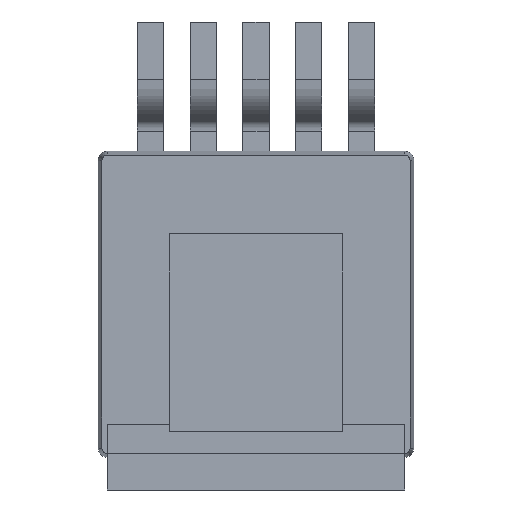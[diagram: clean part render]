
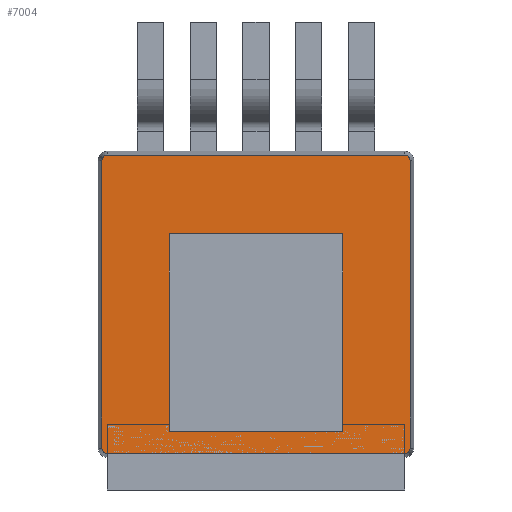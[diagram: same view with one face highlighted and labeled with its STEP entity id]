
A CAD part, front view. The second image highlights one B-rep face of the part: STEP entity #7004.
In plain terms, the highlighted planar face has unit normal (0, -1, 0).
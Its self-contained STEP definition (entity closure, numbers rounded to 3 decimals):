
#60 = VECTOR ( 'NONE', #2824, 1000. ) ;
#257 = LINE ( 'NONE', #7249, #3563 ) ;
#319 = EDGE_LOOP ( 'NONE', ( #5595, #7568, #4888, #5019, #858, #1288, #2566, #1033 ) ) ;
#794 = CARTESIAN_POINT ( 'NONE',  ( -4.78, 0., 4.802 ) ) ;
#819 = DIRECTION ( 'NONE',  ( -1., 0., 0. ) ) ;
#852 = DIRECTION ( 'NONE',  ( 0., 0., 1. ) ) ;
#857 = CARTESIAN_POINT ( 'NONE',  ( 2.795, 0., -4.085 ) ) ;
#858 = ORIENTED_EDGE ( 'NONE', *, *, #5981, .T. ) ;
#866 = EDGE_CURVE ( 'NONE', #1949, #7417, #7498, .T. ) ;
#933 = DIRECTION ( 'NONE',  ( 0., 1., 0. ) ) ;
#982 = EDGE_CURVE ( 'NONE', #2839, #2048, #5096, .T. ) ;
#1033 = ORIENTED_EDGE ( 'NONE', *, *, #4381, .F. ) ;
#1113 = CARTESIAN_POINT ( 'NONE',  ( -4.78, 0., -4.802 ) ) ;
#1194 = LINE ( 'NONE', #4056, #2569 ) ;
#1288 = ORIENTED_EDGE ( 'NONE', *, *, #6532, .F. ) ;
#1310 = EDGE_CURVE ( 'NONE', #2154, #1785, #3077, .T. ) ;
#1322 = EDGE_CURVE ( 'NONE', #4891, #7417, #3703, .T. ) ;
#1356 = CARTESIAN_POINT ( 'NONE',  ( 4.957, 0., 4.625 ) ) ;
#1402 = CARTESIAN_POINT ( 'NONE',  ( 2.795, 0., -4.625 ) ) ;
#1534 = CARTESIAN_POINT ( 'NONE',  ( 4.78, 0., -4.625 ) ) ;
#1608 = VERTEX_POINT ( 'NONE', #3950 ) ;
#1616 = AXIS2_PLACEMENT_3D ( 'NONE', #1534, #2698, #5587 ) ;
#1785 = VERTEX_POINT ( 'NONE', #3478 ) ;
#1789 = CARTESIAN_POINT ( 'NONE',  ( 4.957, 0., -4.625 ) ) ;
#1809 = CARTESIAN_POINT ( 'NONE',  ( -4.78, 0., -4.085 ) ) ;
#1949 = VERTEX_POINT ( 'NONE', #1113 ) ;
#2048 = VERTEX_POINT ( 'NONE', #1356 ) ;
#2079 = VECTOR ( 'NONE', #4486, 1000. ) ;
#2118 = CARTESIAN_POINT ( 'NONE',  ( 4.957, 0., -4.625 ) ) ;
#2129 = CARTESIAN_POINT ( 'NONE',  ( -2.795, 0., -4.625 ) ) ;
#2154 = VERTEX_POINT ( 'NONE', #857 ) ;
#2226 = CIRCLE ( 'NONE', #2493, 0.177 ) ;
#2433 = LINE ( 'NONE', #1809, #3070 ) ;
#2493 = AXIS2_PLACEMENT_3D ( 'NONE', #7051, #3561, #7128 ) ;
#2566 = ORIENTED_EDGE ( 'NONE', *, *, #982, .T. ) ;
#2569 = VECTOR ( 'NONE', #3583, 1000. ) ;
#2575 = DIRECTION ( 'NONE',  ( 0., 0., 1. ) ) ;
#2616 = CIRCLE ( 'NONE', #1616, 0.177 ) ;
#2698 = DIRECTION ( 'NONE',  ( 0., 1., 0. ) ) ;
#2824 = DIRECTION ( 'NONE',  ( 0., 0., -1. ) ) ;
#2839 = VERTEX_POINT ( 'NONE', #1789 ) ;
#2851 = CARTESIAN_POINT ( 'NONE',  ( -4.78, 0., 4.802 ) ) ;
#2952 = VERTEX_POINT ( 'NONE', #7219 ) ;
#2984 = VECTOR ( 'NONE', #2575, 1000. ) ;
#3070 = VECTOR ( 'NONE', #5205, 1000. ) ;
#3077 = LINE ( 'NONE', #1402, #2984 ) ;
#3157 = DIRECTION ( 'NONE',  ( 0., 1., 0. ) ) ;
#3205 = DIRECTION ( 'NONE',  ( 0., 0., 1. ) ) ;
#3233 = CARTESIAN_POINT ( 'NONE',  ( 4.78, 0., 4.625 ) ) ;
#3364 = LINE ( 'NONE', #2129, #60 ) ;
#3478 = CARTESIAN_POINT ( 'NONE',  ( 2.795, 0., 2.265 ) ) ;
#3544 = VECTOR ( 'NONE', #3205, 1000. ) ;
#3550 = CIRCLE ( 'NONE', #7399, 0.177 ) ;
#3561 = DIRECTION ( 'NONE',  ( 0., 1., 0. ) ) ;
#3563 = VECTOR ( 'NONE', #3699, 1000. ) ;
#3583 = DIRECTION ( 'NONE',  ( -1., 0., 0. ) ) ;
#3666 = VERTEX_POINT ( 'NONE', #4684 ) ;
#3699 = DIRECTION ( 'NONE',  ( 1., 0., 0. ) ) ;
#3703 = LINE ( 'NONE', #7379, #2079 ) ;
#3720 = EDGE_LOOP ( 'NONE', ( #4680, #5802, #5972, #3963 ) ) ;
#3777 = DIRECTION ( 'NONE',  ( 0., 0., 1. ) ) ;
#3947 = FACE_BOUND ( 'NONE', #3720, .T. ) ;
#3950 = CARTESIAN_POINT ( 'NONE',  ( -2.795, 0., 2.265 ) ) ;
#3963 = ORIENTED_EDGE ( 'NONE', *, *, #6680, .F. ) ;
#4056 = CARTESIAN_POINT ( 'NONE',  ( -4.78, 0., 2.265 ) ) ;
#4381 = EDGE_CURVE ( 'NONE', #3666, #2048, #3550, .T. ) ;
#4439 = LINE ( 'NONE', #794, #5909 ) ;
#4483 = VERTEX_POINT ( 'NONE', #5039 ) ;
#4486 = DIRECTION ( 'NONE',  ( 0., 0., -1. ) ) ;
#4503 = DIRECTION ( 'NONE',  ( 0., 0., 1. ) ) ;
#4680 = ORIENTED_EDGE ( 'NONE', *, *, #5325, .F. ) ;
#4684 = CARTESIAN_POINT ( 'NONE',  ( 4.78, 0., 4.802 ) ) ;
#4701 = EDGE_CURVE ( 'NONE', #3666, #5362, #4439, .T. ) ;
#4838 = CARTESIAN_POINT ( 'NONE',  ( -4.78, 0., -4.625 ) ) ;
#4885 = CARTESIAN_POINT ( 'NONE',  ( -4.957, 0., -4.625 ) ) ;
#4888 = ORIENTED_EDGE ( 'NONE', *, *, #1322, .T. ) ;
#4891 = VERTEX_POINT ( 'NONE', #6913 ) ;
#4968 = DIRECTION ( 'NONE',  ( 0., 1., 0. ) ) ;
#4996 = CARTESIAN_POINT ( 'NONE',  ( -4.78, 0., -4.625 ) ) ;
#5019 = ORIENTED_EDGE ( 'NONE', *, *, #866, .F. ) ;
#5039 = CARTESIAN_POINT ( 'NONE',  ( 4.78, 0., -4.802 ) ) ;
#5096 = LINE ( 'NONE', #2118, #3544 ) ;
#5205 = DIRECTION ( 'NONE',  ( 1., 0., 0. ) ) ;
#5325 = EDGE_CURVE ( 'NONE', #1608, #2952, #3364, .T. ) ;
#5337 = AXIS2_PLACEMENT_3D ( 'NONE', #4838, #3157, #3777 ) ;
#5362 = VERTEX_POINT ( 'NONE', #2851 ) ;
#5587 = DIRECTION ( 'NONE',  ( 0., 0., 1. ) ) ;
#5595 = ORIENTED_EDGE ( 'NONE', *, *, #4701, .T. ) ;
#5802 = ORIENTED_EDGE ( 'NONE', *, *, #7246, .F. ) ;
#5909 = VECTOR ( 'NONE', #819, 1000. ) ;
#5972 = ORIENTED_EDGE ( 'NONE', *, *, #1310, .F. ) ;
#5981 = EDGE_CURVE ( 'NONE', #1949, #4483, #257, .T. ) ;
#6015 = AXIS2_PLACEMENT_3D ( 'NONE', #4996, #933, #4503 ) ;
#6532 = EDGE_CURVE ( 'NONE', #2839, #4483, #2616, .T. ) ;
#6680 = EDGE_CURVE ( 'NONE', #2952, #2154, #2433, .T. ) ;
#6913 = CARTESIAN_POINT ( 'NONE',  ( -4.957, 0., 4.625 ) ) ;
#6985 = FACE_OUTER_BOUND ( 'NONE', #319, .T. ) ;
#7004 = ADVANCED_FACE ( 'NONE', ( #6985, #3947 ), #7443, .F. ) ;
#7051 = CARTESIAN_POINT ( 'NONE',  ( -4.78, 0., 4.625 ) ) ;
#7128 = DIRECTION ( 'NONE',  ( 0., 0., 1. ) ) ;
#7169 = EDGE_CURVE ( 'NONE', #4891, #5362, #2226, .T. ) ;
#7219 = CARTESIAN_POINT ( 'NONE',  ( -2.795, 0., -4.085 ) ) ;
#7246 = EDGE_CURVE ( 'NONE', #1785, #1608, #1194, .T. ) ;
#7249 = CARTESIAN_POINT ( 'NONE',  ( -4.78, 0., -4.802 ) ) ;
#7379 = CARTESIAN_POINT ( 'NONE',  ( -4.957, 0., -4.625 ) ) ;
#7399 = AXIS2_PLACEMENT_3D ( 'NONE', #3233, #4968, #852 ) ;
#7417 = VERTEX_POINT ( 'NONE', #4885 ) ;
#7443 = PLANE ( 'NONE',  #6015 ) ;
#7498 = CIRCLE ( 'NONE', #5337, 0.177 ) ;
#7568 = ORIENTED_EDGE ( 'NONE', *, *, #7169, .F. ) ;
